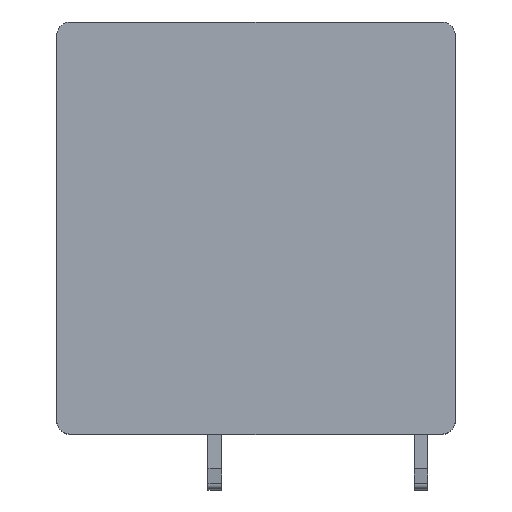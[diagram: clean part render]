
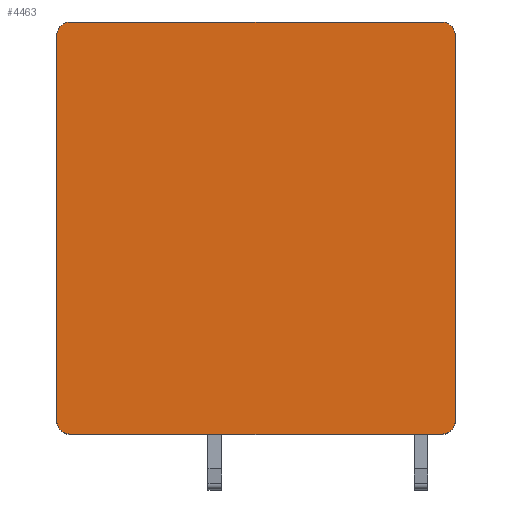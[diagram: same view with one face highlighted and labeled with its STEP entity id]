
A CAD part, top view. The second image highlights one B-rep face of the part: STEP entity #4463.
In plain terms, the highlighted planar face has unit normal (0, 0, 1).
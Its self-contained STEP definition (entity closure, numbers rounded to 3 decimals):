
#1409=CARTESIAN_POINT('',(-13.5,14.,15.));
#1410=DIRECTION('',(0.,0.,1.));
#1411=DIRECTION('',(0.,1.,0.));
#1412=AXIS2_PLACEMENT_3D('',#1409,#1410,#1411);
#1414=DIRECTION('',(-1.,0.,0.));
#1415=VECTOR('',#1414,27.);
#1416=CARTESIAN_POINT('',(13.5,15.,15.));
#1417=LINE('',#1416,#1415);
#1418=CARTESIAN_POINT('',(13.5,14.,15.));
#1419=DIRECTION('',(0.,0.,1.));
#1420=DIRECTION('',(1.,0.,0.));
#1421=AXIS2_PLACEMENT_3D('',#1418,#1419,#1420);
#1423=DIRECTION('',(0.,1.,0.));
#1424=VECTOR('',#1423,28.);
#1425=CARTESIAN_POINT('',(14.5,-14.,15.));
#1426=LINE('',#1425,#1424);
#1427=CARTESIAN_POINT('',(13.5,-14.,15.));
#1428=DIRECTION('',(0.,0.,1.));
#1429=DIRECTION('',(0.,-1.,0.));
#1430=AXIS2_PLACEMENT_3D('',#1427,#1428,#1429);
#1432=DIRECTION('',(1.,0.,0.));
#1433=VECTOR('',#1432,27.);
#1434=CARTESIAN_POINT('',(-13.5,-15.,15.));
#1435=LINE('',#1434,#1433);
#1436=CARTESIAN_POINT('',(-13.5,-14.,15.));
#1437=DIRECTION('',(0.,0.,1.));
#1438=DIRECTION('',(-1.,0.,0.));
#1439=AXIS2_PLACEMENT_3D('',#1436,#1437,#1438);
#1441=DIRECTION('',(0.,-1.,0.));
#1442=VECTOR('',#1441,28.);
#1443=CARTESIAN_POINT('',(-14.5,14.,15.));
#1444=LINE('',#1443,#1442);
#2352=CARTESIAN_POINT('',(-13.5,15.,15.));
#2353=VERTEX_POINT('',#2352);
#2354=CARTESIAN_POINT('',(-14.5,14.,15.));
#2355=VERTEX_POINT('',#2354);
#2360=CARTESIAN_POINT('',(14.5,14.,15.));
#2361=VERTEX_POINT('',#2360);
#2362=CARTESIAN_POINT('',(13.5,15.,15.));
#2363=VERTEX_POINT('',#2362);
#2368=CARTESIAN_POINT('',(-14.5,-14.,15.));
#2369=VERTEX_POINT('',#2368);
#2370=CARTESIAN_POINT('',(-13.5,-15.,15.));
#2371=VERTEX_POINT('',#2370);
#2376=CARTESIAN_POINT('',(13.5,-15.,15.));
#2377=VERTEX_POINT('',#2376);
#2378=CARTESIAN_POINT('',(14.5,-14.,15.));
#2379=VERTEX_POINT('',#2378);
#4448=CARTESIAN_POINT('',(0.,0.,15.));
#4449=DIRECTION('',(0.,0.,1.));
#4450=DIRECTION('',(1.,0.,0.));
#4451=AXIS2_PLACEMENT_3D('',#4448,#4449,#4450);
#4452=PLANE('',#4451);
#4453=ORIENTED_EDGE('',*,*,#2430,.F.);
#4454=ORIENTED_EDGE('',*,*,#2446,.F.);
#4455=ORIENTED_EDGE('',*,*,#2615,.F.);
#4456=ORIENTED_EDGE('',*,*,#2630,.F.);
#4457=ORIENTED_EDGE('',*,*,#2643,.F.);
#4458=ORIENTED_EDGE('',*,*,#2656,.F.);
#4459=ORIENTED_EDGE('',*,*,#4015,.F.);
#4460=ORIENTED_EDGE('',*,*,#4027,.F.);
#4461=EDGE_LOOP('',(#4453,#4454,#4455,#4456,#4457,#4458,#4459,#4460));
#4462=FACE_OUTER_BOUND('',#4461,.F.);
#1413=CIRCLE('',#1412,1.);
#1422=CIRCLE('',#1421,1.);
#1431=CIRCLE('',#1430,1.);
#1440=CIRCLE('',#1439,1.);
#2430=EDGE_CURVE('',#2353,#2355,#1413,.T.);
#2446=EDGE_CURVE('',#2363,#2353,#1417,.T.);
#2615=EDGE_CURVE('',#2361,#2363,#1422,.T.);
#2630=EDGE_CURVE('',#2379,#2361,#1426,.T.);
#2643=EDGE_CURVE('',#2377,#2379,#1431,.T.);
#2656=EDGE_CURVE('',#2371,#2377,#1435,.T.);
#4015=EDGE_CURVE('',#2369,#2371,#1440,.T.);
#4027=EDGE_CURVE('',#2355,#2369,#1444,.T.);
#4463=ADVANCED_FACE('',(#4462),#4452,.T.);
